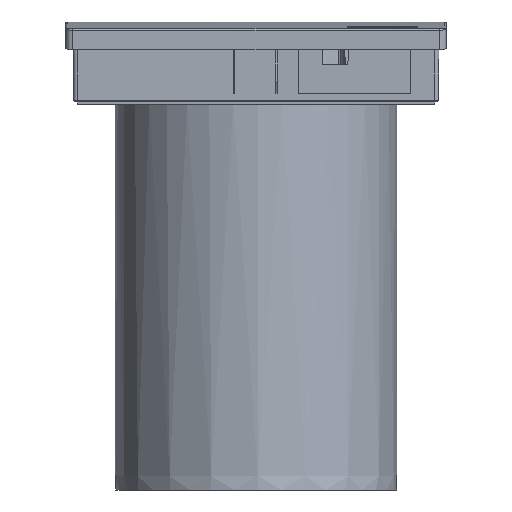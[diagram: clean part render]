
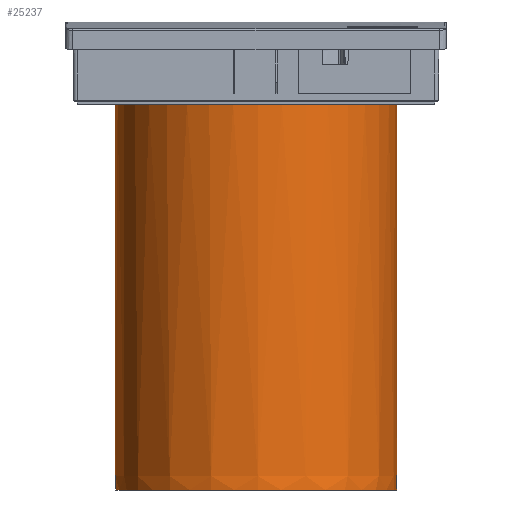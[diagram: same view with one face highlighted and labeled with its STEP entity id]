
A CAD part, front view. The second image highlights one B-rep face of the part: STEP entity #25237.
In plain terms, the highlighted face is a revolution surface.
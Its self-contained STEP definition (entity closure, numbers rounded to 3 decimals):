
#25237 = ADVANCED_FACE('',(#25238),#25252,.T.);
#25238 = FACE_BOUND('',#25239,.T.);
#25239 = EDGE_LOOP('',(#25240,#25265,#25282,#25297,#25314,#25329,#25346,
    #25361));
#25240 = ORIENTED_EDGE('',*,*,#25241,.T.);
#25241 = EDGE_CURVE('',#25242,#25244,#25246,.T.);
#25242 = VERTEX_POINT('',#25243);
#25243 = CARTESIAN_POINT('',(99.993,1.148,-132.));
#25244 = VERTEX_POINT('',#25245);
#25245 = CARTESIAN_POINT('',(99.993,1.148,132.));
#25246 = SURFACE_CURVE('',#25247,(#25251),.PCURVE_S1.);
#25247 = LINE('',#25248,#25249);
#25248 = CARTESIAN_POINT('',(99.993,1.148,-132.));
#25249 = VECTOR('',#25250,1.);
#25250 = DIRECTION('',(0.,0.,1.));
#25251 = PCURVE('',#25252,#25260);
#25252 = SURFACE_OF_REVOLUTION('',#25253,#25257);
#25253 = LINE('',#25254,#25255);
#25254 = CARTESIAN_POINT('',(99.993,1.148,132.));
#25255 = VECTOR('',#25256,1.);
#25256 = DIRECTION('',(0.,0.,-1.));
#25257 = AXIS1_PLACEMENT('',#25258,#25259);
#25258 = CARTESIAN_POINT('',(0.,0.,131.));
#25259 = DIRECTION('',(0.,0.,-1.));
#25260 = DEFINITIONAL_REPRESENTATION('',(#25261),#25264);
#25261 = B_SPLINE_CURVE_WITH_KNOTS('',1,(#25262,#25263),.UNSPECIFIED.,
  .F.,.F.,(2,2),(0.,264.),.PIECEWISE_BEZIER_KNOTS.);
#25262 = CARTESIAN_POINT('',(0.,264.));
#25263 = CARTESIAN_POINT('',(0.,0.));
#25264 = ( GEOMETRIC_REPRESENTATION_CONTEXT(2) 
PARAMETRIC_REPRESENTATION_CONTEXT() REPRESENTATION_CONTEXT('2D SPACE',''
  ) );
#25265 = ORIENTED_EDGE('',*,*,#25266,.T.);
#25266 = EDGE_CURVE('',#25244,#25267,#25269,.T.);
#25267 = VERTEX_POINT('',#25268);
#25268 = CARTESIAN_POINT('',(-99.993,-1.148,132.));
#25269 = SURFACE_CURVE('',#25270,(#25275),.PCURVE_S1.);
#25270 = CIRCLE('',#25271,100.);
#25271 = AXIS2_PLACEMENT_3D('',#25272,#25273,#25274);
#25272 = CARTESIAN_POINT('',(0.,0.,132.));
#25273 = DIRECTION('',(0.,0.,-1.));
#25274 = DIRECTION('',(1.,0.011,0.));
#25275 = PCURVE('',#25252,#25276);
#25276 = DEFINITIONAL_REPRESENTATION('',(#25277),#25281);
#25277 = LINE('',#25278,#25279);
#25278 = CARTESIAN_POINT('',(0.,0.));
#25279 = VECTOR('',#25280,1.);
#25280 = DIRECTION('',(1.,0.));
#25281 = ( GEOMETRIC_REPRESENTATION_CONTEXT(2) 
PARAMETRIC_REPRESENTATION_CONTEXT() REPRESENTATION_CONTEXT('2D SPACE',''
  ) );
#25282 = ORIENTED_EDGE('',*,*,#25283,.T.);
#25283 = EDGE_CURVE('',#25267,#25284,#25286,.T.);
#25284 = VERTEX_POINT('',#25285);
#25285 = CARTESIAN_POINT('',(-99.993,-1.148,-132.));
#25286 = SURFACE_CURVE('',#25287,(#25291),.PCURVE_S1.);
#25287 = LINE('',#25288,#25289);
#25288 = CARTESIAN_POINT('',(-99.993,-1.148,132.));
#25289 = VECTOR('',#25290,1.);
#25290 = DIRECTION('',(0.,0.,-1.));
#25291 = PCURVE('',#25252,#25292);
#25292 = DEFINITIONAL_REPRESENTATION('',(#25293),#25296);
#25293 = B_SPLINE_CURVE_WITH_KNOTS('',1,(#25294,#25295),.UNSPECIFIED.,
  .F.,.F.,(2,2),(0.,264.),.PIECEWISE_BEZIER_KNOTS.);
#25294 = CARTESIAN_POINT('',(3.142,0.));
#25295 = CARTESIAN_POINT('',(3.142,264.));
#25296 = ( GEOMETRIC_REPRESENTATION_CONTEXT(2) 
PARAMETRIC_REPRESENTATION_CONTEXT() REPRESENTATION_CONTEXT('2D SPACE',''
  ) );
#25297 = ORIENTED_EDGE('',*,*,#25298,.T.);
#25298 = EDGE_CURVE('',#25284,#25299,#25301,.T.);
#25299 = VERTEX_POINT('',#25300);
#25300 = CARTESIAN_POINT('',(-99.745,-7.143,-132.));
#25301 = SURFACE_CURVE('',#25302,(#25307),.PCURVE_S1.);
#25302 = CIRCLE('',#25303,100.);
#25303 = AXIS2_PLACEMENT_3D('',#25304,#25305,#25306);
#25304 = CARTESIAN_POINT('',(0.,0.,-132.));
#25305 = DIRECTION('',(0.,0.,1.));
#25306 = DIRECTION('',(1.,0.011,0.));
#25307 = PCURVE('',#25252,#25308);
#25308 = DEFINITIONAL_REPRESENTATION('',(#25309),#25313);
#25309 = LINE('',#25310,#25311);
#25310 = CARTESIAN_POINT('',(6.283,264.));
#25311 = VECTOR('',#25312,1.);
#25312 = DIRECTION('',(-1.,0.));
#25313 = ( GEOMETRIC_REPRESENTATION_CONTEXT(2) 
PARAMETRIC_REPRESENTATION_CONTEXT() REPRESENTATION_CONTEXT('2D SPACE',''
  ) );
#25314 = ORIENTED_EDGE('',*,*,#25315,.T.);
#25315 = EDGE_CURVE('',#25299,#25316,#25318,.T.);
#25316 = VERTEX_POINT('',#25317);
#25317 = CARTESIAN_POINT('',(-99.745,-7.143,-142.));
#25318 = SURFACE_CURVE('',#25319,(#25323),.PCURVE_S1.);
#25319 = LINE('',#25320,#25321);
#25320 = CARTESIAN_POINT('',(-99.745,-7.143,-132.));
#25321 = VECTOR('',#25322,1.);
#25322 = DIRECTION('',(0.,0.,-1.));
#25323 = PCURVE('',#25252,#25324);
#25324 = DEFINITIONAL_REPRESENTATION('',(#25325),#25328);
#25325 = B_SPLINE_CURVE_WITH_KNOTS('',1,(#25326,#25327),.UNSPECIFIED.,
  .F.,.F.,(2,2),(0.,10.),.PIECEWISE_BEZIER_KNOTS.);
#25326 = CARTESIAN_POINT('',(3.082,264.));
#25327 = CARTESIAN_POINT('',(3.082,274.));
#25328 = ( GEOMETRIC_REPRESENTATION_CONTEXT(2) 
PARAMETRIC_REPRESENTATION_CONTEXT() REPRESENTATION_CONTEXT('2D SPACE',''
  ) );
#25329 = ORIENTED_EDGE('',*,*,#25330,.T.);
#25330 = EDGE_CURVE('',#25316,#25331,#25333,.T.);
#25331 = VERTEX_POINT('',#25332);
#25332 = CARTESIAN_POINT('',(99.882,-4.851,-142.));
#25333 = SURFACE_CURVE('',#25334,(#25339),.PCURVE_S1.);
#25334 = CIRCLE('',#25335,100.);
#25335 = AXIS2_PLACEMENT_3D('',#25336,#25337,#25338);
#25336 = CARTESIAN_POINT('',(0.,0.,-142.));
#25337 = DIRECTION('',(0.,0.,1.));
#25338 = DIRECTION('',(-1.,-0.011,0.));
#25339 = PCURVE('',#25252,#25340);
#25340 = DEFINITIONAL_REPRESENTATION('',(#25341),#25345);
#25341 = LINE('',#25342,#25343);
#25342 = CARTESIAN_POINT('',(3.142,274.));
#25343 = VECTOR('',#25344,1.);
#25344 = DIRECTION('',(-1.,0.));
#25345 = ( GEOMETRIC_REPRESENTATION_CONTEXT(2) 
PARAMETRIC_REPRESENTATION_CONTEXT() REPRESENTATION_CONTEXT('2D SPACE',''
  ) );
#25346 = ORIENTED_EDGE('',*,*,#25347,.T.);
#25347 = EDGE_CURVE('',#25331,#25348,#25350,.T.);
#25348 = VERTEX_POINT('',#25349);
#25349 = CARTESIAN_POINT('',(99.882,-4.851,-132.));
#25350 = SURFACE_CURVE('',#25351,(#25355),.PCURVE_S1.);
#25351 = LINE('',#25352,#25353);
#25352 = CARTESIAN_POINT('',(99.882,-4.851,-142.));
#25353 = VECTOR('',#25354,1.);
#25354 = DIRECTION('',(0.,0.,1.));
#25355 = PCURVE('',#25252,#25356);
#25356 = DEFINITIONAL_REPRESENTATION('',(#25357),#25360);
#25357 = B_SPLINE_CURVE_WITH_KNOTS('',1,(#25358,#25359),.UNSPECIFIED.,
  .F.,.F.,(2,2),(0.,10.),.PIECEWISE_BEZIER_KNOTS.);
#25358 = CARTESIAN_POINT('',(0.06,274.));
#25359 = CARTESIAN_POINT('',(0.06,264.));
#25360 = ( GEOMETRIC_REPRESENTATION_CONTEXT(2) 
PARAMETRIC_REPRESENTATION_CONTEXT() REPRESENTATION_CONTEXT('2D SPACE',''
  ) );
#25361 = ORIENTED_EDGE('',*,*,#25362,.T.);
#25362 = EDGE_CURVE('',#25348,#25242,#25363,.T.);
#25363 = SURFACE_CURVE('',#25364,(#25369),.PCURVE_S1.);
#25364 = CIRCLE('',#25365,100.);
#25365 = AXIS2_PLACEMENT_3D('',#25366,#25367,#25368);
#25366 = CARTESIAN_POINT('',(0.,0.,-132.));
#25367 = DIRECTION('',(0.,0.,1.));
#25368 = DIRECTION('',(1.,0.011,0.));
#25369 = PCURVE('',#25252,#25370);
#25370 = DEFINITIONAL_REPRESENTATION('',(#25371),#25375);
#25371 = LINE('',#25372,#25373);
#25372 = CARTESIAN_POINT('',(6.283,264.));
#25373 = VECTOR('',#25374,1.);
#25374 = DIRECTION('',(-1.,0.));
#25375 = ( GEOMETRIC_REPRESENTATION_CONTEXT(2) 
PARAMETRIC_REPRESENTATION_CONTEXT() REPRESENTATION_CONTEXT('2D SPACE',''
  ) );
